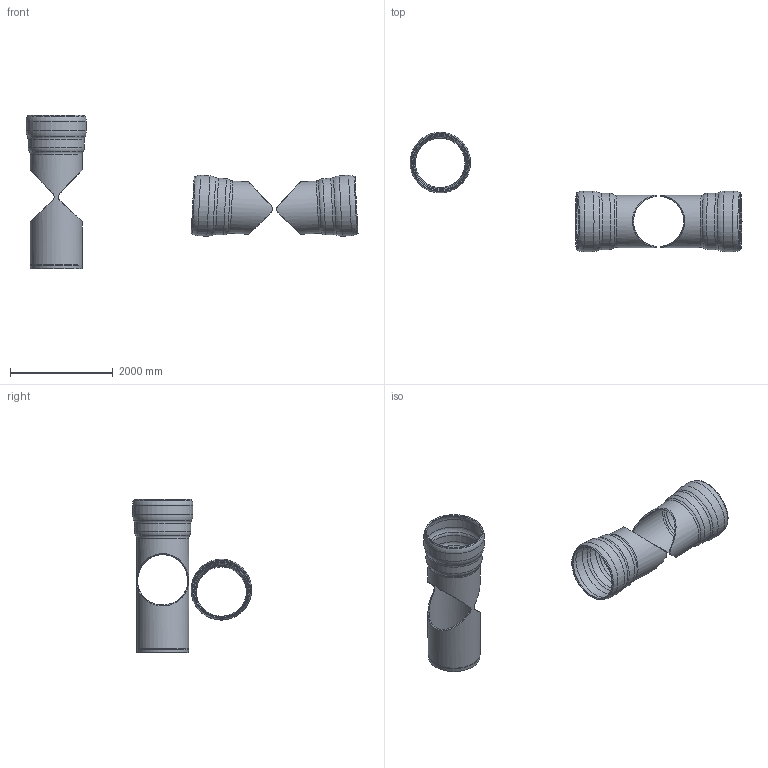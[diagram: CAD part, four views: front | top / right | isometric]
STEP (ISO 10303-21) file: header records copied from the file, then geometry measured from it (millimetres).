
FILE_DESCRIPTION(/* description */ (''),/* implementation_level */ '2;1');
FILE_NAME(/* name */ '00260.DDDX_3D.stp',/* time_stamp */ '2024-12-11T12:41:14+01:00',/* author */ ('CAD'),/* organization */ (''),/* preprocessor_version */ 'ST-DEVELOPER v20',/* originating_system */ 'AutoCAD Mechanical',/* authorisation */ '');
FILE_SCHEMA (('AUTOMOTIVE_DESIGN { 1 0 10303 214 3 1 1 }'));
Length unit declared in the file: centimetre
Products named in the file (2): Product; *S0
Assembly tree (1 placements, depth 2):
  Product
    *S0
Bounding box: 6475.8 x 2324.04 x 3000 mm (x, y, z)
Volume: 328605365.8 mm3; surface area: 33477032.2 mm2
Topology: 3 solids, 3 shells, 78 faces, 220 edges, 140 vertices
Faces by surface type: torus 32, cylinder 26, cone 12, plane 8
Full cylindrical faces by diameter (mm): 980 x3, 1020 x3, 1060 x3, 1100 x3, 1140 x3, 1180 x3
Entity records: 2941 total; most frequent: CARTESIAN_POINT 753, DIRECTION 522, ORIENTED_EDGE 440, AXIS2_PLACEMENT_3D 237, EDGE_CURVE 220, VERTEX_POINT 140, CIRCLE 132, EDGE_LOOP 80
